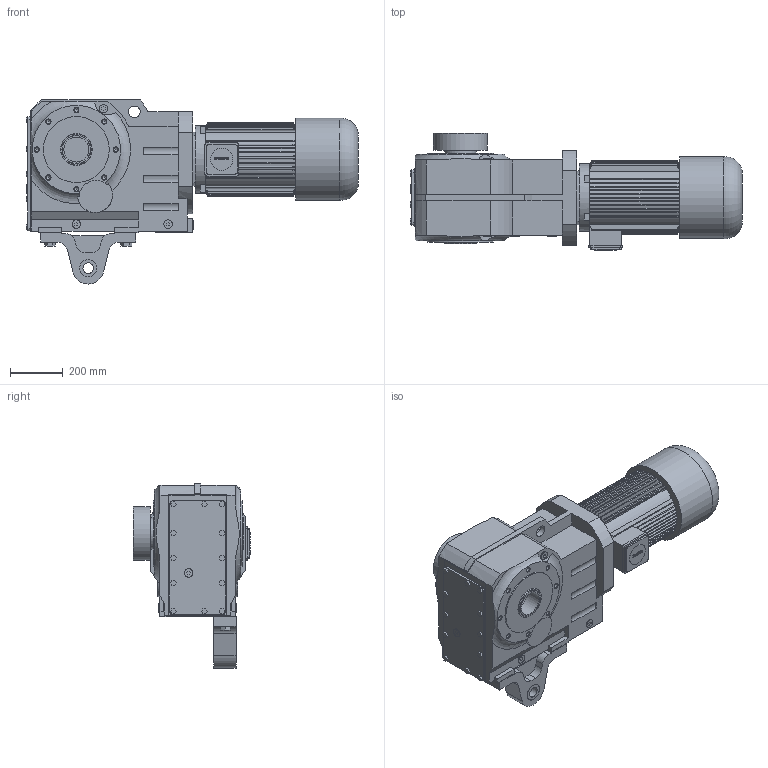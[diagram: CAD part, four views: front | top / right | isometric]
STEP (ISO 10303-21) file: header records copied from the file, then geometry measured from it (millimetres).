
FILE_DESCRIPTION(/* description */ (''),/* implementation_level */ '2;1');
FILE_NAME(/* name */ 'KADS148-M160MB4X.stp',/* time_stamp */ '2025-07-08T13:07:33+04:00',/* author */ ('user1'),/* organization */ (''),/* preprocessor_version */ 'ST-DEVELOPER v18',/* originating_system */ 'Autodesk Inventor 2020',/* authorisation */ '');
FILE_SCHEMA (('AUTOMOTIVE_DESIGN { 1 0 10303 214 3 1 1 }'));
Length unit declared in the file: millimetre
Products named in the file (1): KADS148-M160MB4X
Bounding box: 1259.5 x 445 x 698.17 mm (x, y, z)
Volume: 126212047.3 mm3; surface area: 2866510 mm2
Topology: 1 solids, 3 shells, 975 faces, 2498 edges, 1601 vertices
Faces by surface type: plane 627, cylinder 210, cone 132, torus 4, bspline 2
Full cylindrical faces by diameter (mm): 4 x4, 15.99 x16, 16 x16, 19.19 x4, 19.2 x4, 32 x10, 40 x1, 44 x1, 65 x2, 84 x1, 95 x1, 95.5 x1, 96.2 x1, 106 x1, 120 x2, 204 x1, 250 x2, 256.5 x1, 310 x1
Entity records: 31777 total; most frequent: CARTESIAN_POINT 7483, ORIENTED_EDGE 4956, DIRECTION 4658, EDGE_CURVE 2478, LINE 1644, VECTOR 1644, VERTEX_POINT 1601, AXIS2_PLACEMENT_3D 1507
